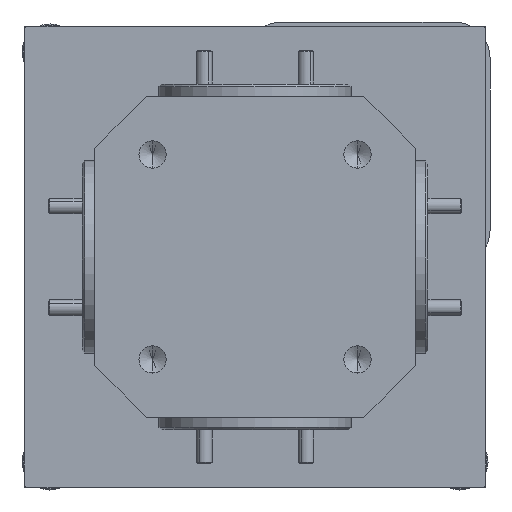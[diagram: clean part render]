
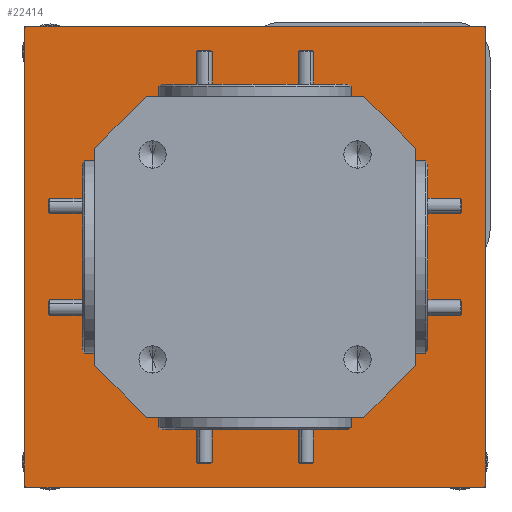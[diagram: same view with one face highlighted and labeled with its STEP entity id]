
A CAD part, front view. The second image highlights one B-rep face of the part: STEP entity #22414.
In plain terms, the highlighted planar face has unit normal (0, -1, 0).
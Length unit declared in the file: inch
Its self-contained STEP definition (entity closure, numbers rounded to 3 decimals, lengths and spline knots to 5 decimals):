
#153 = ORIENTED_EDGE ( 'NONE', *, *, #20837, .T. ) ;
#420 = DIRECTION ( 'NONE',  ( 0., -1., 0. ) ) ;
#853 = VERTEX_POINT ( 'NONE', #19533 ) ;
#1039 = LINE ( 'NONE', #22880, #5871 ) ;
#1114 = VERTEX_POINT ( 'NONE', #7739 ) ;
#1245 = LINE ( 'NONE', #7357, #20766 ) ;
#3746 = LINE ( 'NONE', #15165, #16593 ) ;
#4886 = EDGE_CURVE ( 'NONE', #20578, #5903, #18802, .T. ) ;
#4981 = DIRECTION ( 'NONE',  ( 0., 0., -1. ) ) ;
#5134 = EDGE_CURVE ( 'NONE', #20748, #1114, #5190, .T. ) ;
#5149 = VECTOR ( 'NONE', #19305, 39.37008 ) ;
#5190 = LINE ( 'NONE', #11226, #20143 ) ;
#5871 = VECTOR ( 'NONE', #27032, 39.37008 ) ;
#5903 = VERTEX_POINT ( 'NONE', #26691 ) ;
#6111 = EDGE_LOOP ( 'NONE', ( #6578, #153, #28068, #7633, #19413, #23786, #26916, #12109 ) ) ;
#6578 = ORIENTED_EDGE ( 'NONE', *, *, #19739, .F. ) ;
#7357 = CARTESIAN_POINT ( 'NONE',  ( 0.895, 1., 0.895 ) ) ;
#7553 = CARTESIAN_POINT ( 'NONE',  ( -0.89, 1., 0.9 ) ) ;
#7633 = ORIENTED_EDGE ( 'NONE', *, *, #28018, .T. ) ;
#7739 = CARTESIAN_POINT ( 'NONE',  ( 0.9, 1., -0.89 ) ) ;
#8850 = CARTESIAN_POINT ( 'NONE',  ( 0.895, 1., -0.895 ) ) ;
#9666 = FACE_OUTER_BOUND ( 'NONE', #6111, .T. ) ;
#10111 = EDGE_CURVE ( 'NONE', #20578, #15358, #1039, .T. ) ;
#10414 = CARTESIAN_POINT ( 'NONE',  ( -0.895, 1., 0.895 ) ) ;
#10595 = VERTEX_POINT ( 'NONE', #7553 ) ;
#11226 = CARTESIAN_POINT ( 'NONE',  ( 0.9, 1., 0.9 ) ) ;
#11525 = LINE ( 'NONE', #24516, #21038 ) ;
#11677 = DIRECTION ( 'NONE',  ( -1., 0., 0. ) ) ;
#11755 = DIRECTION ( 'NONE',  ( 0., 0., -1. ) ) ;
#12109 = ORIENTED_EDGE ( 'NONE', *, *, #4886, .T. ) ;
#12589 = DIRECTION ( 'NONE',  ( -0.707, 0., -0.707 ) ) ;
#14183 = CARTESIAN_POINT ( 'NONE',  ( 0.9, 1., 0.89 ) ) ;
#15165 = CARTESIAN_POINT ( 'NONE',  ( -0.9, 1., 0.9 ) ) ;
#15358 = VERTEX_POINT ( 'NONE', #21472 ) ;
#15912 = EDGE_CURVE ( 'NONE', #10595, #25997, #3746, .T. ) ;
#16593 = VECTOR ( 'NONE', #23868, 39.37008 ) ;
#16660 = DIRECTION ( 'NONE',  ( 0.707, 0., -0.707 ) ) ;
#16838 = LINE ( 'NONE', #10414, #22623 ) ;
#18802 = LINE ( 'NONE', #27243, #24229 ) ;
#19305 = DIRECTION ( 'NONE',  ( 0.707, 0., 0.707 ) ) ;
#19413 = ORIENTED_EDGE ( 'NONE', *, *, #15912, .F. ) ;
#19456 = LINE ( 'NONE', #8850, #5149 ) ;
#19533 = CARTESIAN_POINT ( 'NONE',  ( 0.89, 1., -0.9 ) ) ;
#19739 = EDGE_CURVE ( 'NONE', #853, #5903, #11525, .T. ) ;
#19988 = CARTESIAN_POINT ( 'NONE',  ( 0., 1., 0. ) ) ;
#20128 = PLANE ( 'NONE',  #24325 ) ;
#20143 = VECTOR ( 'NONE', #11755, 39.37008 ) ;
#20578 = VERTEX_POINT ( 'NONE', #24906 ) ;
#20660 = DIRECTION ( 'NONE',  ( -0.707, 0., 0.707 ) ) ;
#20748 = VERTEX_POINT ( 'NONE', #14183 ) ;
#20766 = VECTOR ( 'NONE', #20660, 39.37008 ) ;
#20837 = EDGE_CURVE ( 'NONE', #853, #1114, #19456, .T. ) ;
#21038 = VECTOR ( 'NONE', #11677, 39.37008 ) ;
#21472 = CARTESIAN_POINT ( 'NONE',  ( -0.9, 1., 0.89 ) ) ;
#22414 = ADVANCED_FACE ( 'NONE', ( #9666 ), #20128, .T. ) ;
#22623 = VECTOR ( 'NONE', #12589, 39.37008 ) ;
#22880 = CARTESIAN_POINT ( 'NONE',  ( -0.9, 1., 0.9 ) ) ;
#23786 = ORIENTED_EDGE ( 'NONE', *, *, #27424, .T. ) ;
#23868 = DIRECTION ( 'NONE',  ( 1., 0., 0. ) ) ;
#24229 = VECTOR ( 'NONE', #16660, 39.37008 ) ;
#24325 = AXIS2_PLACEMENT_3D ( 'NONE', #19988, #420, #4981 ) ;
#24516 = CARTESIAN_POINT ( 'NONE',  ( -0.9, 1., -0.9 ) ) ;
#24906 = CARTESIAN_POINT ( 'NONE',  ( -0.9, 1., -0.89 ) ) ;
#25997 = VERTEX_POINT ( 'NONE', #27952 ) ;
#26691 = CARTESIAN_POINT ( 'NONE',  ( -0.89, 1., -0.9 ) ) ;
#26916 = ORIENTED_EDGE ( 'NONE', *, *, #10111, .F. ) ;
#27032 = DIRECTION ( 'NONE',  ( 0., 0., 1. ) ) ;
#27243 = CARTESIAN_POINT ( 'NONE',  ( -0.895, 1., -0.895 ) ) ;
#27424 = EDGE_CURVE ( 'NONE', #10595, #15358, #16838, .T. ) ;
#27952 = CARTESIAN_POINT ( 'NONE',  ( 0.89, 1., 0.9 ) ) ;
#28018 = EDGE_CURVE ( 'NONE', #20748, #25997, #1245, .T. ) ;
#28068 = ORIENTED_EDGE ( 'NONE', *, *, #5134, .F. ) ;
